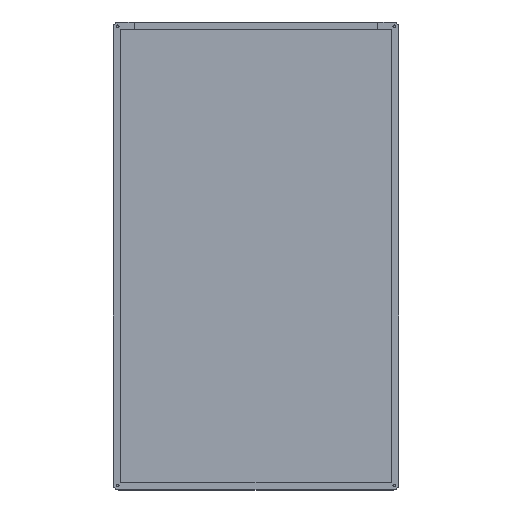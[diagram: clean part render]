
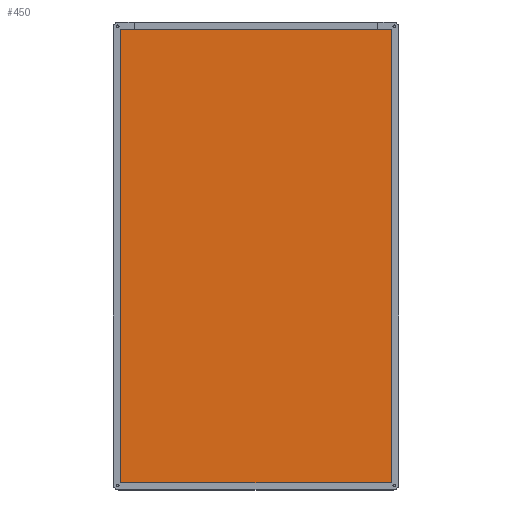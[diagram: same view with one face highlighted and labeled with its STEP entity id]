
A CAD part, top view. The second image highlights one B-rep face of the part: STEP entity #450.
In plain terms, the highlighted planar face has unit normal (0, 0, 1).
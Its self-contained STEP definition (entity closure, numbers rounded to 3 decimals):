
#68=FACE_OUTER_BOUND('',#98,.T.);
#98=EDGE_LOOP('',(#403,#404,#405,#406));
#131=LINE('',#716,#175);
#134=LINE('',#721,#178);
#137=LINE('',#727,#181);
#138=LINE('',#729,#182);
#175=VECTOR('',#585,10.5);
#178=VECTOR('',#590,10.2);
#181=VECTOR('',#597,10.5);
#182=VECTOR('',#600,10.2);
#219=VERTEX_POINT('',#713);
#220=VERTEX_POINT('',#715);
#221=VERTEX_POINT('',#719);
#222=VERTEX_POINT('',#725);
#271=EDGE_CURVE('',#220,#219,#131,.T.);
#274=EDGE_CURVE('',#219,#221,#134,.T.);
#277=EDGE_CURVE('',#221,#222,#137,.T.);
#278=EDGE_CURVE('',#222,#220,#138,.T.);
#403=ORIENTED_EDGE('',*,*,#278,.T.);
#404=ORIENTED_EDGE('',*,*,#271,.T.);
#405=ORIENTED_EDGE('',*,*,#274,.T.);
#406=ORIENTED_EDGE('',*,*,#277,.T.);
#424=PLANE('',#502);
#450=ADVANCED_FACE('',(#68),#424,.T.);
#502=AXIS2_PLACEMENT_3D('',#819,#623,#624);
#585=DIRECTION('',(1.,0.,0.));
#590=DIRECTION('',(0.,1.,0.));
#597=DIRECTION('',(-1.,0.,0.));
#600=DIRECTION('',(0.,-1.,0.));
#623=DIRECTION('center_axis',(0.,0.,1.));
#624=DIRECTION('ref_axis',(1.,0.,0.));
#713=CARTESIAN_POINT('',(47.125,-10.65,2.5));
#715=CARTESIAN_POINT('',(-47.375,-10.65,2.5));
#716=CARTESIAN_POINT('',(-25.063,-10.65,2.5));
#719=CARTESIAN_POINT('',(47.125,147.45,2.5));
#721=CARTESIAN_POINT('',(47.125,27.6,2.5));
#725=CARTESIAN_POINT('',(-47.375,147.45,2.5));
#727=CARTESIAN_POINT('',(24.813,147.45,2.5));
#729=CARTESIAN_POINT('',(-47.375,109.2,2.5));
#819=CARTESIAN_POINT('Origin',(-0.125,68.4,2.5));
